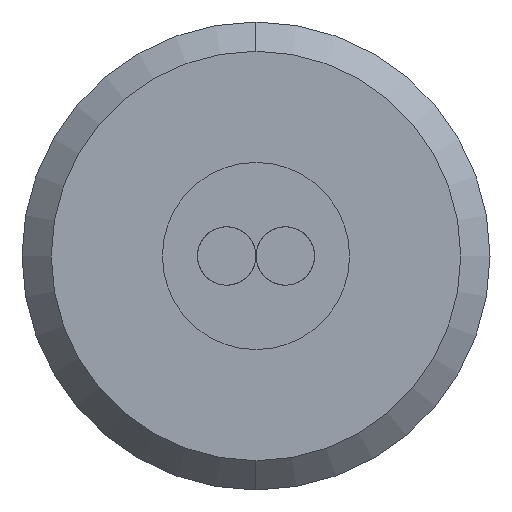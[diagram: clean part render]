
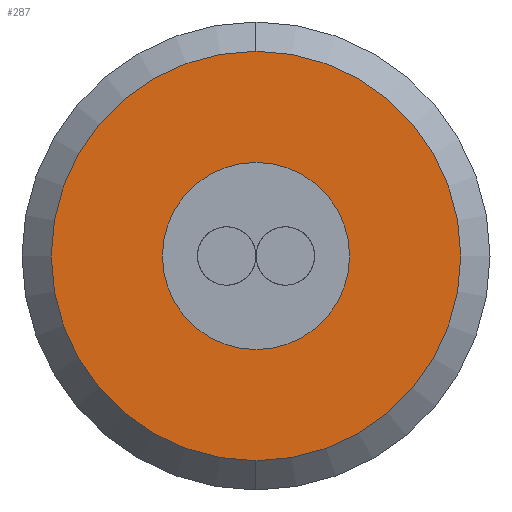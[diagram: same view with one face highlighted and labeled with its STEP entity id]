
A CAD part, left-side view. The second image highlights one B-rep face of the part: STEP entity #287.
In plain terms, the highlighted planar face has unit normal (-1, 0, 0).
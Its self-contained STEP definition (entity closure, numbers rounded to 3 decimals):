
#45 = AXIS2_PLACEMENT_3D ( 'NONE', #588, #437, #156 ) ;
#48 = CARTESIAN_POINT ( 'NONE',  ( -7.5, 0., 1.75 ) ) ;
#77 = AXIS2_PLACEMENT_3D ( 'NONE', #102, #860, #856 ) ;
#102 = CARTESIAN_POINT ( 'NONE',  ( -7.5, 0., 0. ) ) ;
#103 = CARTESIAN_POINT ( 'NONE',  ( -7.5, 0., -1.75 ) ) ;
#156 = DIRECTION ( 'NONE',  ( 0., 0., -1. ) ) ;
#226 = PLANE ( 'NONE',  #646 ) ;
#263 = VERTEX_POINT ( 'NONE', #103 ) ;
#287 = ADVANCED_FACE ( 'NONE', ( #649 ), #226, .F. ) ;
#367 = CARTESIAN_POINT ( 'NONE',  ( -7.5, 0., 0. ) ) ;
#379 = VERTEX_POINT ( 'NONE', #48 ) ;
#437 = DIRECTION ( 'NONE',  ( -1., 0., 0. ) ) ;
#464 = ORIENTED_EDGE ( 'NONE', *, *, #722, .T. ) ;
#518 = DIRECTION ( 'NONE',  ( 1., 0., 0. ) ) ;
#588 = CARTESIAN_POINT ( 'NONE',  ( -7.5, 0., 0. ) ) ;
#646 = AXIS2_PLACEMENT_3D ( 'NONE', #367, #518, #719 ) ;
#649 = FACE_OUTER_BOUND ( 'NONE', #663, .T. ) ;
#663 = EDGE_LOOP ( 'NONE', ( #464, #828 ) ) ;
#719 = DIRECTION ( 'NONE',  ( 0., 0., -1. ) ) ;
#722 = EDGE_CURVE ( 'NONE', #263, #379, #872, .T. ) ;
#767 = EDGE_CURVE ( 'NONE', #379, #263, #851, .T. ) ;
#828 = ORIENTED_EDGE ( 'NONE', *, *, #767, .T. ) ;
#851 = CIRCLE ( 'NONE', #45, 1.75 ) ;
#856 = DIRECTION ( 'NONE',  ( 0., 0., -1. ) ) ;
#860 = DIRECTION ( 'NONE',  ( -1., 0., 0. ) ) ;
#872 = CIRCLE ( 'NONE', #77, 1.75 ) ;
